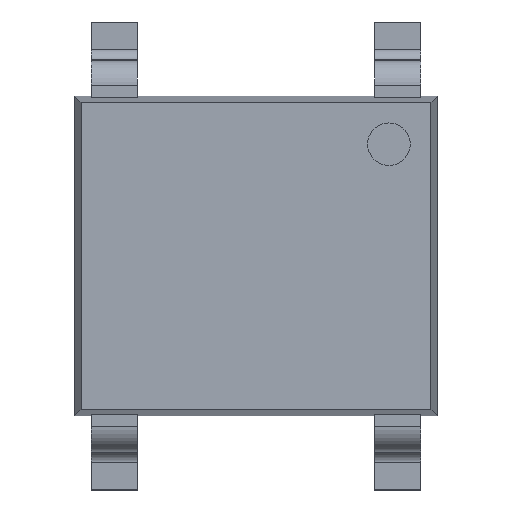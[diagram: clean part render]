
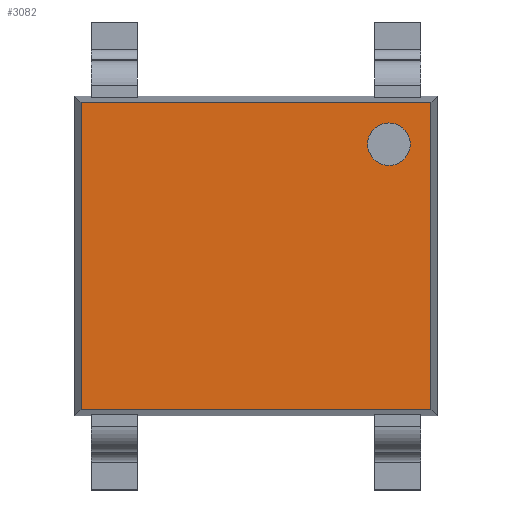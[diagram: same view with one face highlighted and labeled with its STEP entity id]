
A CAD part, top view. The second image highlights one B-rep face of the part: STEP entity #3082.
In plain terms, the highlighted planar face has unit normal (0, 0, 1).
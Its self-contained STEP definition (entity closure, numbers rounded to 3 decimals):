
#251 = CARTESIAN_POINT ( 'NONE',  ( 0., -4.423, 0.71 ) ) ;
#622 = ORIENTED_EDGE ( 'NONE', *, *, #4977, .T. ) ;
#638 = DIRECTION ( 'NONE',  ( 1., 0., 0. ) ) ;
#873 = CARTESIAN_POINT ( 'NONE',  ( 4.43, -0.68, 0.71 ) ) ;
#946 = VECTOR ( 'NONE', #2688, 1000. ) ;
#1244 = AXIS2_PLACEMENT_3D ( 'NONE', #6552, #8199, #638 ) ;
#1399 = VECTOR ( 'NONE', #3556, 1000. ) ;
#1526 = ORIENTED_EDGE ( 'NONE', *, *, #6696, .T. ) ;
#1576 = DIRECTION ( 'NONE',  ( 1., 0., 0. ) ) ;
#1866 = LINE ( 'NONE', #251, #1399 ) ;
#2015 = FACE_BOUND ( 'NONE', #5889, .T. ) ;
#2334 = DIRECTION ( 'NONE',  ( 0., 0., 1. ) ) ;
#2535 = CARTESIAN_POINT ( 'NONE',  ( 5.023, -0.087, 0.71 ) ) ;
#2579 = LINE ( 'NONE', #8426, #946 ) ;
#2688 = DIRECTION ( 'NONE',  ( 0., -1., 0. ) ) ;
#3082 = ADVANCED_FACE ( 'NONE', ( #2015, #5333 ), #3488, .F. ) ;
#3488 = PLANE ( 'NONE',  #6529 ) ;
#3498 = CIRCLE ( 'NONE', #1244, 0.3 ) ;
#3556 = DIRECTION ( 'NONE',  ( 1., 0., 0. ) ) ;
#3816 = EDGE_CURVE ( 'NONE', #10165, #6673, #6500, .T. ) ;
#4003 = CARTESIAN_POINT ( 'NONE',  ( 0., -0.087, 0.71 ) ) ;
#4083 = EDGE_CURVE ( 'NONE', #6673, #5059, #2579, .T. ) ;
#4210 = VERTEX_POINT ( 'NONE', #10382 ) ;
#4297 = DIRECTION ( 'NONE',  ( -1., 0., 0. ) ) ;
#4311 = VERTEX_POINT ( 'NONE', #8131 ) ;
#4766 = ORIENTED_EDGE ( 'NONE', *, *, #3816, .T. ) ;
#4869 = EDGE_LOOP ( 'NONE', ( #8353, #1526, #622, #4766 ) ) ;
#4877 = DIRECTION ( 'NONE',  ( -1., 0., 0. ) ) ;
#4977 = EDGE_CURVE ( 'NONE', #6894, #10165, #7608, .T. ) ;
#5059 = VERTEX_POINT ( 'NONE', #9530 ) ;
#5243 = CARTESIAN_POINT ( 'NONE',  ( 0.087, -0.087, 0.71 ) ) ;
#5333 = FACE_OUTER_BOUND ( 'NONE', #4869, .T. ) ;
#5638 = VECTOR ( 'NONE', #9364, 1000. ) ;
#5883 = VECTOR ( 'NONE', #4877, 1000. ) ;
#5889 = EDGE_LOOP ( 'NONE', ( #9241, #7097 ) ) ;
#5926 = CARTESIAN_POINT ( 'NONE',  ( 5.023, -4.423, 0.71 ) ) ;
#5940 = EDGE_CURVE ( 'NONE', #4311, #4210, #8002, .T. ) ;
#6017 = CARTESIAN_POINT ( 'NONE',  ( 5.023, -4.51, 0.71 ) ) ;
#6500 = LINE ( 'NONE', #4003, #5883 ) ;
#6529 = AXIS2_PLACEMENT_3D ( 'NONE', #8675, #7841, #4297 ) ;
#6552 = CARTESIAN_POINT ( 'NONE',  ( 4.43, -0.68, 0.71 ) ) ;
#6673 = VERTEX_POINT ( 'NONE', #5243 ) ;
#6696 = EDGE_CURVE ( 'NONE', #5059, #6894, #1866, .T. ) ;
#6894 = VERTEX_POINT ( 'NONE', #5926 ) ;
#7097 = ORIENTED_EDGE ( 'NONE', *, *, #5940, .F. ) ;
#7608 = LINE ( 'NONE', #6017, #5638 ) ;
#7841 = DIRECTION ( 'NONE',  ( 0., 0., -1. ) ) ;
#8002 = CIRCLE ( 'NONE', #10448, 0.3 ) ;
#8131 = CARTESIAN_POINT ( 'NONE',  ( 4.13, -0.68, 0.71 ) ) ;
#8199 = DIRECTION ( 'NONE',  ( 0., 0., 1. ) ) ;
#8353 = ORIENTED_EDGE ( 'NONE', *, *, #4083, .T. ) ;
#8426 = CARTESIAN_POINT ( 'NONE',  ( 0.087, -4.51, 0.71 ) ) ;
#8675 = CARTESIAN_POINT ( 'NONE',  ( 0., -4.51, 0.71 ) ) ;
#9241 = ORIENTED_EDGE ( 'NONE', *, *, #9620, .F. ) ;
#9364 = DIRECTION ( 'NONE',  ( 0., 1., 0. ) ) ;
#9530 = CARTESIAN_POINT ( 'NONE',  ( 0.087, -4.423, 0.71 ) ) ;
#9620 = EDGE_CURVE ( 'NONE', #4210, #4311, #3498, .T. ) ;
#10165 = VERTEX_POINT ( 'NONE', #2535 ) ;
#10382 = CARTESIAN_POINT ( 'NONE',  ( 4.73, -0.68, 0.71 ) ) ;
#10448 = AXIS2_PLACEMENT_3D ( 'NONE', #873, #2334, #1576 ) ;
